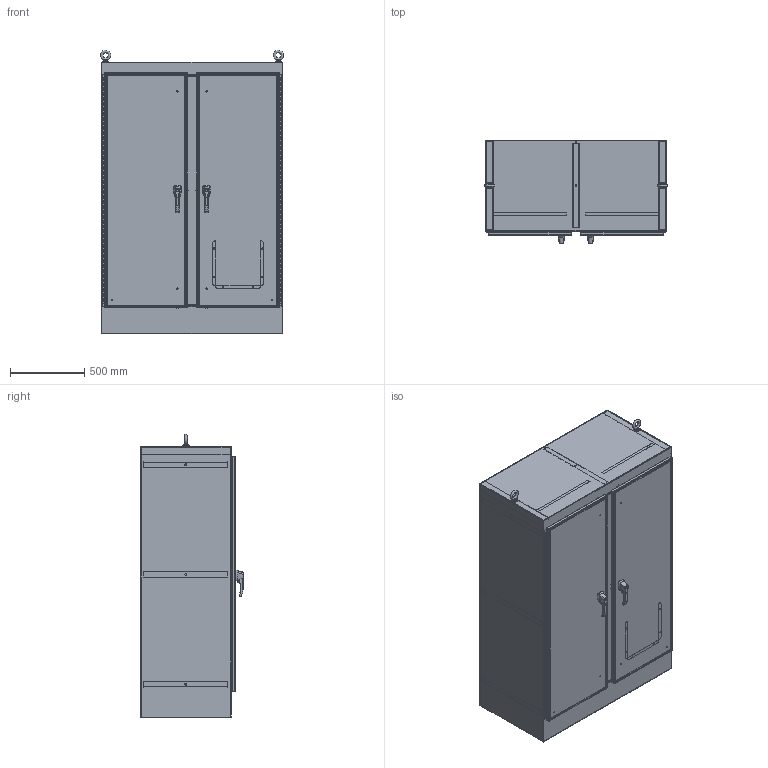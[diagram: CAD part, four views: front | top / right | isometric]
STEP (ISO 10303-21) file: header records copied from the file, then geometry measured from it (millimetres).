
FILE_DESCRIPTION (( 'STEP AP203' ), '1' );
FILE_NAME ('HN4FS724824SS.step', '2020-11-12T20:38:47', ( 'ADC123' ), ( 'Microsoft' ), 'SwSTEP 2.0', 'SolidWorks 2019', '' );
FILE_SCHEMA (( 'CONFIG_CONTROL_DESIGN' ));
Products named in the file (1): HN4FS724824SS
Bounding box: 1234.54 x 694.99 x 1911.43 mm (x, y, z)
Volume: 24869486.8 mm3; surface area: 20535588.3 mm2
Topology: 106 solids, 110 shells, 2965 faces, 7732 edges, 5028 vertices
Faces by surface type: plane 1563, cylinder 1156, cone 128, bspline 118
Full cylindrical faces by diameter (mm): 2.54 x2, 4.394 x2, 5.105 x6, 5.893 x2, 5.918 x2, 6.248 x6, 6.35 x18, 6.528 x8, 7.112 x8, 7.137 x8, 7.442 x6, 7.722 x20, 7.937 x4, 7.938 x12, 7.95 x4, 8.128 x2, 8.255 x2, 8.484 x2, 8.89 x2, 9.398 x4, 9.525 x2, 9.906 x8, 10.49 x4, 11.176 x4, 12.7 x8, 13.335 x2, 13.376 x2, 15.24 x2, 15.85 x2, 15.875 x6
Entity records: 105750 total; most frequent: CARTESIAN_POINT 33487, ORIENTED_EDGE 14946, DIRECTION 14687, EDGE_CURVE 7473, AXIS2_PLACEMENT_3D 5114, VERTEX_POINT 5008, VECTOR 4459, LINE 4459
